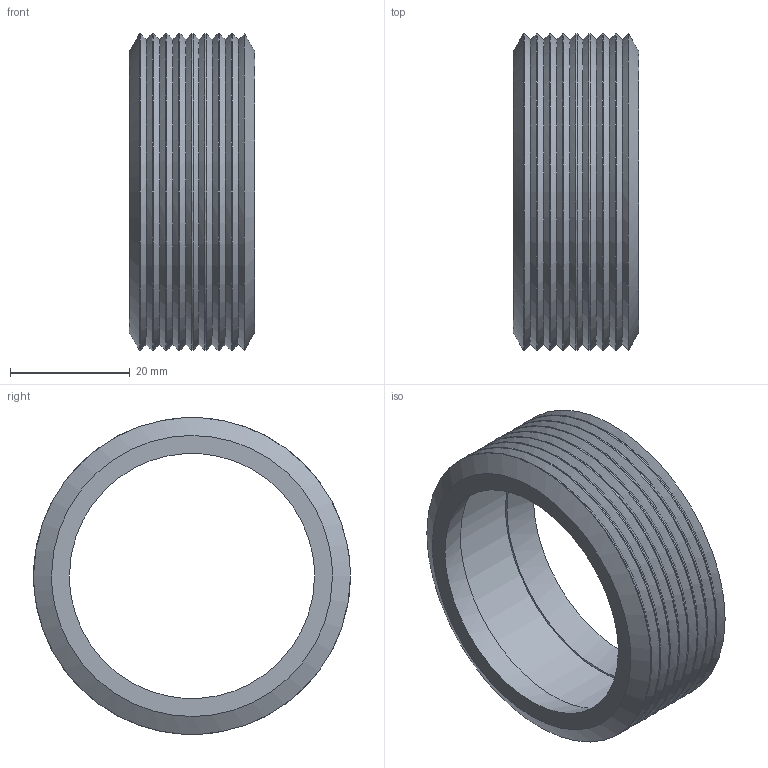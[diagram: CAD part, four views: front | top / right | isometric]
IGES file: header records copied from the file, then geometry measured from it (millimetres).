
Global section: file name: 700113; native system: Autodesk Inventor 2021; preprocessor: unknown; author: Mrówczyńska,,; organization: 11; date: 20221010.090003; units: millimetre
Bounding box: 21 x 53 x 53 mm (x, y, z)
Volume: 4441 mm3; surface area: 12663.7 mm2
Topology: 1 solids, 1 shells, 39 faces, 129 edges, 94 vertices
Faces by surface type: bspline 39
